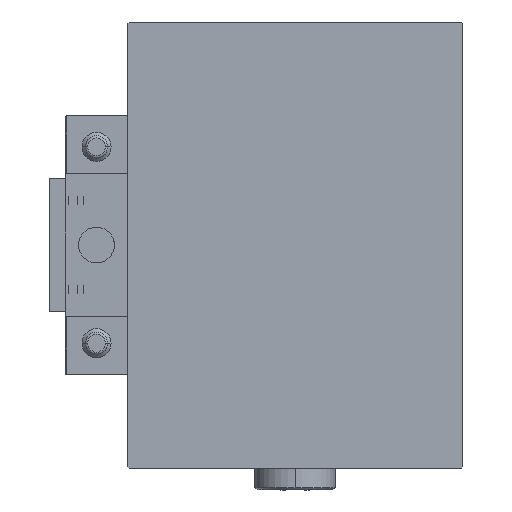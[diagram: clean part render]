
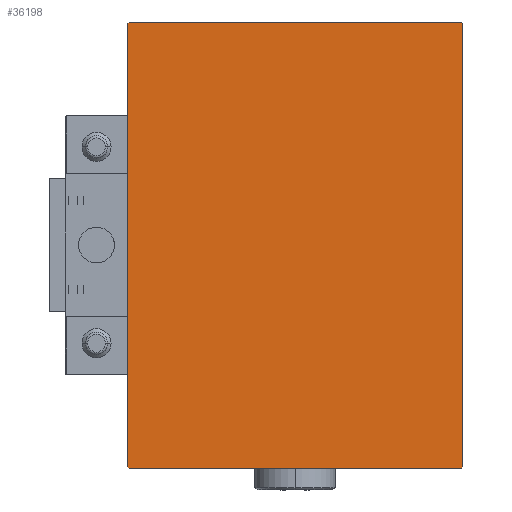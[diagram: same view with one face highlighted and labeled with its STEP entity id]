
A CAD part, left-side view. The second image highlights one B-rep face of the part: STEP entity #36198.
In plain terms, the highlighted face is planar.
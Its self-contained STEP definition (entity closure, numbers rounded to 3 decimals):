
#1667 = EDGE_LOOP ( 'NONE', ( #14740, #42747, #33847, #23947, #18552, #27423, #37511, #28412 ) ) ;
#2914 = PLANE ( 'NONE',  #33955 ) ;
#5282 = EDGE_CURVE ( 'NONE', #43741, #20778, #10498, .T. ) ;
#5388 = CARTESIAN_POINT ( 'NONE',  ( 153., 37.2, 50. ) ) ;
#6389 = VECTOR ( 'NONE', #39231, 1000. ) ;
#9136 = VERTEX_POINT ( 'NONE', #31112 ) ;
#9865 = LINE ( 'NONE', #51104, #6389 ) ;
#9969 = DIRECTION ( 'NONE',  ( 0., 1., 0. ) ) ;
#10498 = LINE ( 'NONE', #19140, #47528 ) ;
#11651 = DIRECTION ( 'NONE',  ( 0., -0.707, -0.707 ) ) ;
#12103 = EDGE_CURVE ( 'NONE', #48398, #18139, #25354, .T. ) ;
#13789 = EDGE_CURVE ( 'NONE', #20778, #48398, #9865, .T. ) ;
#13939 = VERTEX_POINT ( 'NONE', #20082 ) ;
#14740 = ORIENTED_EDGE ( 'NONE', *, *, #5282, .T. ) ;
#16038 = CARTESIAN_POINT ( 'NONE',  ( 153., 37.5, -49.7 ) ) ;
#16212 = LINE ( 'NONE', #20002, #29969 ) ;
#18139 = VERTEX_POINT ( 'NONE', #42349 ) ;
#18329 = LINE ( 'NONE', #39075, #46328 ) ;
#18552 = ORIENTED_EDGE ( 'NONE', *, *, #23181, .T. ) ;
#19140 = CARTESIAN_POINT ( 'NONE',  ( 153., -37.5, -50. ) ) ;
#19222 = EDGE_CURVE ( 'NONE', #47175, #43741, #41352, .T. ) ;
#19321 = DIRECTION ( 'NONE',  ( 0., -0.707, 0.707 ) ) ;
#20002 = CARTESIAN_POINT ( 'NONE',  ( 153., -43.6, 43.6 ) ) ;
#20082 = CARTESIAN_POINT ( 'NONE',  ( 153., -37.5, 49.7 ) ) ;
#20123 = VECTOR ( 'NONE', #49862, 1000. ) ;
#20778 = VERTEX_POINT ( 'NONE', #29873 ) ;
#23122 = FACE_OUTER_BOUND ( 'NONE', #1667, .T. ) ;
#23181 = EDGE_CURVE ( 'NONE', #50208, #9136, #40394, .T. ) ;
#23947 = ORIENTED_EDGE ( 'NONE', *, *, #38313, .T. ) ;
#25081 = EDGE_CURVE ( 'NONE', #13939, #47175, #18329, .T. ) ;
#25354 = LINE ( 'NONE', #38256, #20123 ) ;
#25750 = EDGE_CURVE ( 'NONE', #9136, #13939, #16212, .T. ) ;
#26907 = CARTESIAN_POINT ( 'NONE',  ( 153., 0., 0. ) ) ;
#27423 = ORIENTED_EDGE ( 'NONE', *, *, #25750, .T. ) ;
#28278 = DIRECTION ( 'NONE',  ( 0., -1., 0. ) ) ;
#28412 = ORIENTED_EDGE ( 'NONE', *, *, #19222, .T. ) ;
#29873 = CARTESIAN_POINT ( 'NONE',  ( 153., 37.2, -50. ) ) ;
#29969 = VECTOR ( 'NONE', #11651, 1000. ) ;
#31112 = CARTESIAN_POINT ( 'NONE',  ( 153., -37.2, 50. ) ) ;
#31715 = LINE ( 'NONE', #40071, #52984 ) ;
#32472 = VECTOR ( 'NONE', #28278, 1000. ) ;
#33525 = DIRECTION ( 'NONE',  ( 0., 0.707, -0.707 ) ) ;
#33847 = ORIENTED_EDGE ( 'NONE', *, *, #12103, .T. ) ;
#33955 = AXIS2_PLACEMENT_3D ( 'NONE', #26907, #35246, #34972 ) ;
#34972 = DIRECTION ( 'NONE',  ( 0., 0., -1. ) ) ;
#35246 = DIRECTION ( 'NONE',  ( 1., 0., 0. ) ) ;
#36198 = ADVANCED_FACE ( 'NONE', ( #23122 ), #2914, .T. ) ;
#37402 = CARTESIAN_POINT ( 'NONE',  ( 153., 37.5, 50. ) ) ;
#37511 = ORIENTED_EDGE ( 'NONE', *, *, #25081, .T. ) ;
#38256 = CARTESIAN_POINT ( 'NONE',  ( 153., 37.5, -50. ) ) ;
#38313 = EDGE_CURVE ( 'NONE', #18139, #50208, #31715, .T. ) ;
#39075 = CARTESIAN_POINT ( 'NONE',  ( 153., -37.5, 50. ) ) ;
#39231 = DIRECTION ( 'NONE',  ( 0., 0.707, 0.707 ) ) ;
#40071 = CARTESIAN_POINT ( 'NONE',  ( 153., 43.6, 43.6 ) ) ;
#40394 = LINE ( 'NONE', #37402, #32472 ) ;
#41352 = LINE ( 'NONE', #46194, #41779 ) ;
#41523 = CARTESIAN_POINT ( 'NONE',  ( 153., -37.2, -50. ) ) ;
#41779 = VECTOR ( 'NONE', #33525, 1000. ) ;
#42091 = CARTESIAN_POINT ( 'NONE',  ( 153., -37.5, -49.7 ) ) ;
#42349 = CARTESIAN_POINT ( 'NONE',  ( 153., 37.5, 49.7 ) ) ;
#42613 = DIRECTION ( 'NONE',  ( 0., 0., -1. ) ) ;
#42747 = ORIENTED_EDGE ( 'NONE', *, *, #13789, .T. ) ;
#43741 = VERTEX_POINT ( 'NONE', #41523 ) ;
#46194 = CARTESIAN_POINT ( 'NONE',  ( 153., -43.6, -43.6 ) ) ;
#46328 = VECTOR ( 'NONE', #42613, 1000. ) ;
#47175 = VERTEX_POINT ( 'NONE', #42091 ) ;
#47528 = VECTOR ( 'NONE', #9969, 1000. ) ;
#48398 = VERTEX_POINT ( 'NONE', #16038 ) ;
#49862 = DIRECTION ( 'NONE',  ( 0., 0., 1. ) ) ;
#50208 = VERTEX_POINT ( 'NONE', #5388 ) ;
#51104 = CARTESIAN_POINT ( 'NONE',  ( 153., 43.6, -43.6 ) ) ;
#52984 = VECTOR ( 'NONE', #19321, 1000. ) ;
